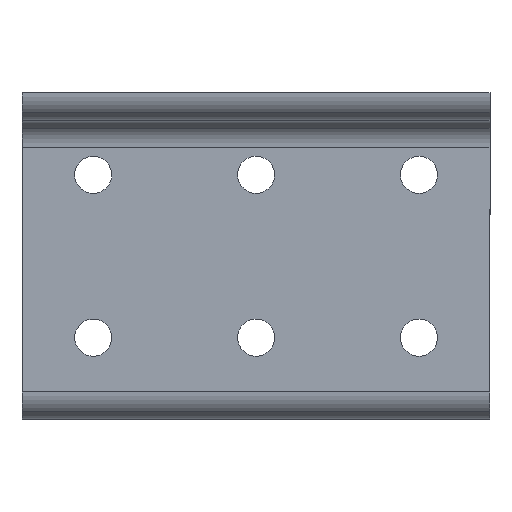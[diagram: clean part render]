
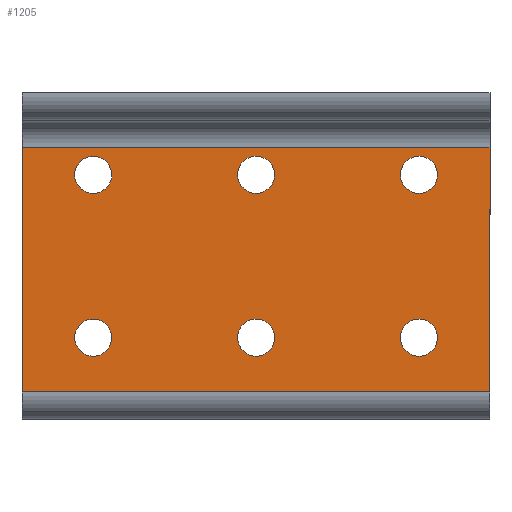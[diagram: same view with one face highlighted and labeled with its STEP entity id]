
A CAD part, top view. The second image highlights one B-rep face of the part: STEP entity #1205.
In plain terms, the highlighted planar face has unit normal (0, 0, 1).
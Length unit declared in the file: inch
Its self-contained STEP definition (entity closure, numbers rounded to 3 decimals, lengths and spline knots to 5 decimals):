
#145=CARTESIAN_POINT('',(2.155,-2.75,0.25));
#146=VERTEX_POINT('',#145);
#154=CARTESIAN_POINT('',(-2.155,-2.75,0.25));
#155=VERTEX_POINT('',#154);
#156=CARTESIAN_POINT('',(2.155,-2.75,0.25));
#157=DIRECTION('',(-1.0,0.0,0.0));
#158=VECTOR('',#157,4.31);
#159=LINE('',#156,#158);
#160=EDGE_CURVE('',#146,#155,#159,.T.);
#513=CARTESIAN_POINT('',(0.172,-0.75,0.25));
#514=VERTEX_POINT('',#513);
#523=CARTESIAN_POINT('',(-0.17,-0.75,0.25));
#524=VERTEX_POINT('',#523);
#525=CARTESIAN_POINT('',(0.001,-0.75,0.25));
#526=DIRECTION('',(0.0,0.0,-1.0));
#527=DIRECTION('',(1.0,0.0,0.0));
#528=AXIS2_PLACEMENT_3D('',#525,#526,#527);
#529=CIRCLE('',#528,0.171);
#530=EDGE_CURVE('',#524,#514,#529,.T.);
#555=CARTESIAN_POINT('',(1.672,-0.75,0.25));
#556=VERTEX_POINT('',#555);
#565=CARTESIAN_POINT('',(1.33,-0.75,0.25));
#566=VERTEX_POINT('',#565);
#567=CARTESIAN_POINT('',(1.501,-0.75,0.25));
#568=DIRECTION('',(0.0,0.0,-1.0));
#569=DIRECTION('',(1.0,0.0,0.0));
#570=AXIS2_PLACEMENT_3D('',#567,#568,#569);
#571=CIRCLE('',#570,0.171);
#572=EDGE_CURVE('',#566,#556,#571,.T.);
#597=CARTESIAN_POINT('',(-1.328,-0.75,0.25));
#598=VERTEX_POINT('',#597);
#607=CARTESIAN_POINT('',(-1.67,-0.75,0.25));
#608=VERTEX_POINT('',#607);
#609=CARTESIAN_POINT('',(-1.499,-0.75,0.25));
#610=DIRECTION('',(0.0,0.0,-1.0));
#611=DIRECTION('',(1.0,0.0,0.0));
#612=AXIS2_PLACEMENT_3D('',#609,#610,#611);
#613=CIRCLE('',#612,0.171);
#614=EDGE_CURVE('',#608,#598,#613,.T.);
#639=CARTESIAN_POINT('',(0.172,-2.25,0.25));
#640=VERTEX_POINT('',#639);
#649=CARTESIAN_POINT('',(-0.17,-2.25,0.25));
#650=VERTEX_POINT('',#649);
#651=CARTESIAN_POINT('',(0.001,-2.25,0.25));
#652=DIRECTION('',(0.0,0.0,-1.0));
#653=DIRECTION('',(1.0,0.0,0.0));
#654=AXIS2_PLACEMENT_3D('',#651,#652,#653);
#655=CIRCLE('',#654,0.171);
#656=EDGE_CURVE('',#650,#640,#655,.T.);
#681=CARTESIAN_POINT('',(1.672,-2.25,0.25));
#682=VERTEX_POINT('',#681);
#691=CARTESIAN_POINT('',(1.33,-2.25,0.25));
#692=VERTEX_POINT('',#691);
#693=CARTESIAN_POINT('',(1.501,-2.25,0.25));
#694=DIRECTION('',(0.0,0.0,-1.0));
#695=DIRECTION('',(1.0,0.0,0.0));
#696=AXIS2_PLACEMENT_3D('',#693,#694,#695);
#697=CIRCLE('',#696,0.171);
#698=EDGE_CURVE('',#692,#682,#697,.T.);
#723=CARTESIAN_POINT('',(-1.328,-2.25,0.25));
#724=VERTEX_POINT('',#723);
#733=CARTESIAN_POINT('',(-1.67,-2.25,0.25));
#734=VERTEX_POINT('',#733);
#735=CARTESIAN_POINT('',(-1.499,-2.25,0.25));
#736=DIRECTION('',(0.0,0.0,-1.0));
#737=DIRECTION('',(1.0,0.0,0.0));
#738=AXIS2_PLACEMENT_3D('',#735,#736,#737);
#739=CIRCLE('',#738,0.171);
#740=EDGE_CURVE('',#734,#724,#739,.T.);
#774=CARTESIAN_POINT('',(-1.499,-2.25,0.25));
#775=DIRECTION('',(0.0,0.0,-1.0));
#776=DIRECTION('',(1.0,0.0,0.0));
#777=AXIS2_PLACEMENT_3D('',#774,#775,#776);
#778=CIRCLE('',#777,0.171);
#779=EDGE_CURVE('',#724,#734,#778,.T.);
#798=CARTESIAN_POINT('',(1.501,-2.25,0.25));
#799=DIRECTION('',(0.0,0.0,-1.0));
#800=DIRECTION('',(1.0,0.0,0.0));
#801=AXIS2_PLACEMENT_3D('',#798,#799,#800);
#802=CIRCLE('',#801,0.171);
#803=EDGE_CURVE('',#682,#692,#802,.T.);
#822=CARTESIAN_POINT('',(0.001,-2.25,0.25));
#823=DIRECTION('',(0.0,0.0,-1.0));
#824=DIRECTION('',(1.0,0.0,0.0));
#825=AXIS2_PLACEMENT_3D('',#822,#823,#824);
#826=CIRCLE('',#825,0.171);
#827=EDGE_CURVE('',#640,#650,#826,.T.);
#846=CARTESIAN_POINT('',(-1.499,-0.75,0.25));
#847=DIRECTION('',(0.0,0.0,-1.0));
#848=DIRECTION('',(1.0,0.0,0.0));
#849=AXIS2_PLACEMENT_3D('',#846,#847,#848);
#850=CIRCLE('',#849,0.171);
#851=EDGE_CURVE('',#598,#608,#850,.T.);
#870=CARTESIAN_POINT('',(1.501,-0.75,0.25));
#871=DIRECTION('',(0.0,0.0,-1.0));
#872=DIRECTION('',(1.0,0.0,0.0));
#873=AXIS2_PLACEMENT_3D('',#870,#871,#872);
#874=CIRCLE('',#873,0.171);
#875=EDGE_CURVE('',#556,#566,#874,.T.);
#894=CARTESIAN_POINT('',(0.001,-0.75,0.25));
#895=DIRECTION('',(0.0,0.0,-1.0));
#896=DIRECTION('',(1.0,0.0,0.0));
#897=AXIS2_PLACEMENT_3D('',#894,#895,#896);
#898=CIRCLE('',#897,0.171);
#899=EDGE_CURVE('',#514,#524,#898,.T.);
#1133=CARTESIAN_POINT('',(-2.155,-0.5,0.25));
#1134=VERTEX_POINT('',#1133);
#1142=CARTESIAN_POINT('',(2.155,-0.5,0.25));
#1143=VERTEX_POINT('',#1142);
#1144=CARTESIAN_POINT('',(2.155,-0.5,0.25));
#1145=DIRECTION('',(-1.0,0.0,0.0));
#1146=VECTOR('',#1145,4.31);
#1147=LINE('',#1144,#1146);
#1148=EDGE_CURVE('',#1143,#1134,#1147,.T.);
#1160=CARTESIAN_POINT('',(2.155,-0.5,0.25));
#1161=DIRECTION('',(0.0,0.0,1.0));
#1162=DIRECTION('',(1.0,0.0,0.0));
#1163=AXIS2_PLACEMENT_3D('',#1160,#1161,#1162);
#1164=PLANE('',#1163);
#1165=CARTESIAN_POINT('',(-2.155,-0.5,0.25));
#1166=DIRECTION('',(0.0,-1.0,0.0));
#1167=VECTOR('',#1166,2.25);
#1168=LINE('',#1165,#1167);
#1169=EDGE_CURVE('',#1134,#155,#1168,.T.);
#1170=ORIENTED_EDGE('',*,*,#1169,.T.);
#1171=ORIENTED_EDGE('',*,*,#160,.F.);
#1172=CARTESIAN_POINT('',(2.155,-0.5,0.25));
#1173=DIRECTION('',(0.0,-1.0,0.0));
#1174=VECTOR('',#1173,2.25);
#1175=LINE('',#1172,#1174);
#1176=EDGE_CURVE('',#1143,#146,#1175,.T.);
#1177=ORIENTED_EDGE('',*,*,#1176,.F.);
#1178=ORIENTED_EDGE('',*,*,#1148,.T.);
#1179=EDGE_LOOP('',(#1170,#1171,#1177,#1178));
#1180=FACE_OUTER_BOUND('',#1179,.T.);
#1181=ORIENTED_EDGE('',*,*,#779,.T.);
#1182=ORIENTED_EDGE('',*,*,#740,.T.);
#1183=EDGE_LOOP('',(#1181,#1182));
#1184=FACE_BOUND('',#1183,.T.);
#1185=ORIENTED_EDGE('',*,*,#803,.T.);
#1186=ORIENTED_EDGE('',*,*,#698,.T.);
#1187=EDGE_LOOP('',(#1185,#1186));
#1188=FACE_BOUND('',#1187,.T.);
#1189=ORIENTED_EDGE('',*,*,#827,.T.);
#1190=ORIENTED_EDGE('',*,*,#656,.T.);
#1191=EDGE_LOOP('',(#1189,#1190));
#1192=FACE_BOUND('',#1191,.T.);
#1193=ORIENTED_EDGE('',*,*,#851,.T.);
#1194=ORIENTED_EDGE('',*,*,#614,.T.);
#1195=EDGE_LOOP('',(#1193,#1194));
#1196=FACE_BOUND('',#1195,.T.);
#1197=ORIENTED_EDGE('',*,*,#875,.T.);
#1198=ORIENTED_EDGE('',*,*,#572,.T.);
#1199=EDGE_LOOP('',(#1197,#1198));
#1200=FACE_BOUND('',#1199,.T.);
#1201=ORIENTED_EDGE('',*,*,#899,.T.);
#1202=ORIENTED_EDGE('',*,*,#530,.T.);
#1203=EDGE_LOOP('',(#1201,#1202));
#1204=FACE_BOUND('',#1203,.T.);
#1205=ADVANCED_FACE('',(#1180,#1184,#1188,#1192,#1196,#1200,#1204),#1164,.T.);
